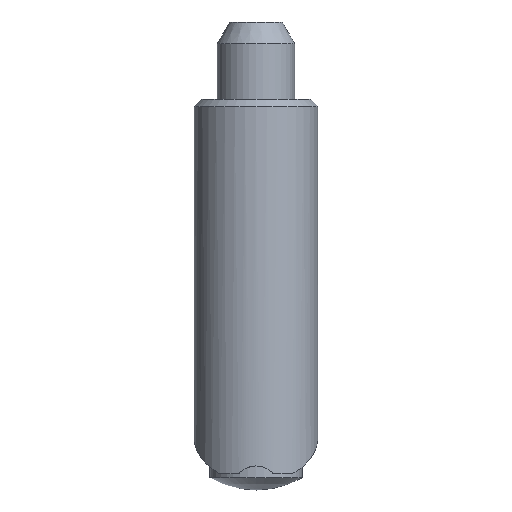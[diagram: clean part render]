
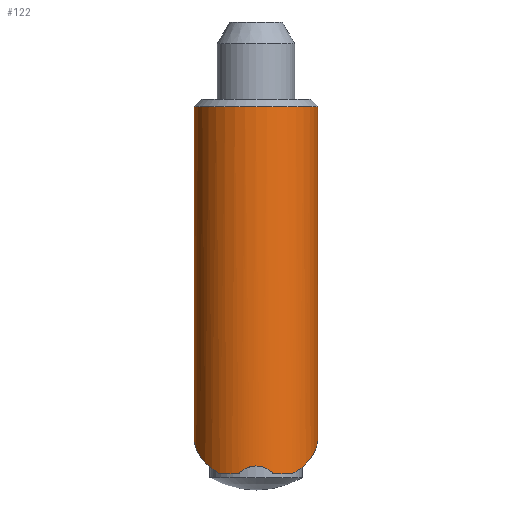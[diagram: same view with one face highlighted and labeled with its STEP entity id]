
A CAD part, left-side view. The second image highlights one B-rep face of the part: STEP entity #122.
In plain terms, the highlighted cylindrical face has radius 8 mm (diameter 16 mm), a full revolution.
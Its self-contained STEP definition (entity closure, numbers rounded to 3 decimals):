
#122 = ADVANCED_FACE( '', ( #247, #248 ), #249, .T. );
#247 = FACE_OUTER_BOUND( '', #391, .T. );
#248 = FACE_OUTER_BOUND( '', #392, .T. );
#249 = CYLINDRICAL_SURFACE( '', #393, 8. );
#391 = EDGE_LOOP( '', ( #573 ) );
#392 = EDGE_LOOP( '', ( #574, #575, #576, #577, #578, #579 ) );
#393 = AXIS2_PLACEMENT_3D( '', #580, #581, #582 );
#573 = ORIENTED_EDGE( '', *, *, #842, .F. );
#574 = ORIENTED_EDGE( '', *, *, #843, .T. );
#575 = ORIENTED_EDGE( '', *, *, #844, .T. );
#576 = ORIENTED_EDGE( '', *, *, #792, .T. );
#577 = ORIENTED_EDGE( '', *, *, #799, .F. );
#578 = ORIENTED_EDGE( '', *, *, #845, .F. );
#579 = ORIENTED_EDGE( '', *, *, #806, .F. );
#580 = CARTESIAN_POINT( '', ( 0., 0., 0. ) );
#581 = DIRECTION( '', ( 0., 1., 0. ) );
#582 = DIRECTION( '', ( 1., 0., 0. ) );
#792 = EDGE_CURVE( '', #904, #905, #906, .T. );
#799 = EDGE_CURVE( '', #915, #905, #917, .T. );
#806 = EDGE_CURVE( '', #927, #929, #930, .T. );
#842 = EDGE_CURVE( '', #991, #991, #992, .T. );
#843 = EDGE_CURVE( '', #927, #993, #994, .T. );
#844 = EDGE_CURVE( '', #993, #904, #995, .T. );
#845 = EDGE_CURVE( '', #929, #915, #996, .T. );
#904 = VERTEX_POINT( '', #1067 );
#905 = VERTEX_POINT( '', #1068 );
#906 = CIRCLE( '', #1069, 8. );
#915 = VERTEX_POINT( '', #1080 );
#917 = ELLIPSE( '', #1082, 9.889, 8. );
#927 = VERTEX_POINT( '', #1092 );
#929 = VERTEX_POINT( '', #1095 );
#930 = ELLIPSE( '', #1096, 9.889, 8. );
#991 = VERTEX_POINT( '', #1174 );
#992 = CIRCLE( '', #1175, 8. );
#993 = VERTEX_POINT( '', #1176 );
#994 = CIRCLE( '', #1177, 8. );
#995 = B_SPLINE_CURVE_WITH_KNOTS( '', 3, ( #1178, #1179, #1180, #1181, #1182, #1183, #1184, #1185, #1186, #1187, #1188, #1189, #1190, #1191, #1192, #1193, #1194, #1195 ), .UNSPECIFIED., .F., .F., ( 4, 2, 2, 2, 2, 2, 2, 2, 4 ), ( 0., 0.001, 0.001, 0.002, 0.003, 0.003, 0.004, 0.004, 0.005 ), .UNSPECIFIED. );
#996 = B_SPLINE_CURVE_WITH_KNOTS( '', 3, ( #1196, #1197, #1198, #1199, #1200, #1201, #1202, #1203, #1204, #1205, #1206, #1207, #1208, #1209, #1210, #1211, #1212, #1213 ), .UNSPECIFIED., .F., .F., ( 4, 2, 2, 2, 2, 2, 2, 2, 4 ), ( 0.002, 0.003, 0.003, 0.004, 0.005, 0.005, 0.006, 0.007, 0.008 ), .UNSPECIFIED. );
#1067 = CARTESIAN_POINT( '', ( -7.681, 48.3, -2.236 ) );
#1068 = CARTESIAN_POINT( '', ( -6.5, 48.3, -4.664 ) );
#1069 = AXIS2_PLACEMENT_3D( '', #1341, #1342, #1343 );
#1080 = CARTESIAN_POINT( '', ( 7.622, 38.04, -2.429 ) );
#1082 = AXIS2_PLACEMENT_3D( '', #1355, #1356, #1357 );
#1092 = CARTESIAN_POINT( '', ( -6.5, 48.3, 4.664 ) );
#1095 = CARTESIAN_POINT( '', ( 7.622, 38.04, 2.429 ) );
#1096 = AXIS2_PLACEMENT_3D( '', #1368, #1369, #1370 );
#1174 = CARTESIAN_POINT( '', ( 8., 0.92, 0. ) );
#1175 = AXIS2_PLACEMENT_3D( '', #1424, #1425, #1426 );
#1176 = CARTESIAN_POINT( '', ( -7.681, 48.3, 2.236 ) );
#1177 = AXIS2_PLACEMENT_3D( '', #1427, #1428, #1429 );
#1178 = CARTESIAN_POINT( '', ( -7.681, 48.3, 2.236 ) );
#1179 = CARTESIAN_POINT( '', ( -7.722, 48.143, 2.096 ) );
#1180 = CARTESIAN_POINT( '', ( -7.763, 48.004, 1.942 ) );
#1181 = CARTESIAN_POINT( '', ( -7.839, 47.758, 1.607 ) );
#1182 = CARTESIAN_POINT( '', ( -7.875, 47.65, 1.423 ) );
#1183 = CARTESIAN_POINT( '', ( -7.934, 47.478, 1.04 ) );
#1184 = CARTESIAN_POINT( '', ( -7.958, 47.413, 0.841 ) );
#1185 = CARTESIAN_POINT( '', ( -7.991, 47.323, 0.427 ) );
#1186 = CARTESIAN_POINT( '', ( -8., 47.3, 0.213 ) );
#1187 = CARTESIAN_POINT( '', ( -8., 47.3, -0.209 ) );
#1188 = CARTESIAN_POINT( '', ( -7.992, 47.322, -0.423 ) );
#1189 = CARTESIAN_POINT( '', ( -7.959, 47.412, -0.838 ) );
#1190 = CARTESIAN_POINT( '', ( -7.935, 47.477, -1.037 ) );
#1191 = CARTESIAN_POINT( '', ( -7.875, 47.65, -1.422 ) );
#1192 = CARTESIAN_POINT( '', ( -7.839, 47.757, -1.605 ) );
#1193 = CARTESIAN_POINT( '', ( -7.763, 48.003, -1.94 ) );
#1194 = CARTESIAN_POINT( '', ( -7.722, 48.143, -2.096 ) );
#1195 = CARTESIAN_POINT( '', ( -7.681, 48.3, -2.236 ) );
#1196 = CARTESIAN_POINT( '', ( 7.622, 38.04, 2.429 ) );
#1197 = CARTESIAN_POINT( '', ( 7.666, 37.848, 2.291 ) );
#1198 = CARTESIAN_POINT( '', ( 7.713, 37.676, 2.132 ) );
#1199 = CARTESIAN_POINT( '', ( 7.802, 37.372, 1.777 ) );
#1200 = CARTESIAN_POINT( '', ( 7.845, 37.238, 1.579 ) );
#1201 = CARTESIAN_POINT( '', ( 7.918, 37.024, 1.162 ) );
#1202 = CARTESIAN_POINT( '', ( 7.948, 36.941, 0.94 ) );
#1203 = CARTESIAN_POINT( '', ( 7.989, 36.828, 0.475 ) );
#1204 = CARTESIAN_POINT( '', ( 8., 36.8, 0.24 ) );
#1205 = CARTESIAN_POINT( '', ( 8., 36.8, -0.236 ) );
#1206 = CARTESIAN_POINT( '', ( 7.989, 36.829, -0.477 ) );
#1207 = CARTESIAN_POINT( '', ( 7.948, 36.94, -0.937 ) );
#1208 = CARTESIAN_POINT( '', ( 7.918, 37.024, -1.162 ) );
#1209 = CARTESIAN_POINT( '', ( 7.845, 37.24, -1.582 ) );
#1210 = CARTESIAN_POINT( '', ( 7.803, 37.37, -1.776 ) );
#1211 = CARTESIAN_POINT( '', ( 7.712, 37.678, -2.134 ) );
#1212 = CARTESIAN_POINT( '', ( 7.666, 37.85, -2.292 ) );
#1213 = CARTESIAN_POINT( '', ( 7.622, 38.04, -2.429 ) );
#1341 = CARTESIAN_POINT( '', ( 0., 48.3, 0. ) );
#1342 = DIRECTION( '', ( 0., -1., 0. ) );
#1343 = DIRECTION( '', ( 1., 0., 0. ) );
#1355 = CARTESIAN_POINT( '', ( 0., 43.577, 0. ) );
#1356 = DIRECTION( '', ( 0.588, 0.809, 0. ) );
#1357 = DIRECTION( '', ( 0.809, -0.588, 0. ) );
#1368 = CARTESIAN_POINT( '', ( 0., 43.577, 0. ) );
#1369 = DIRECTION( '', ( 0.588, 0.809, 0. ) );
#1370 = DIRECTION( '', ( 0.809, -0.588, 0. ) );
#1424 = CARTESIAN_POINT( '', ( 0., 0.92, 0. ) );
#1425 = DIRECTION( '', ( 0., -1., 0. ) );
#1426 = DIRECTION( '', ( 1., 0., 0. ) );
#1427 = CARTESIAN_POINT( '', ( 0., 48.3, 0. ) );
#1428 = DIRECTION( '', ( 0., -1., 0. ) );
#1429 = DIRECTION( '', ( 1., 0., 0. ) );
